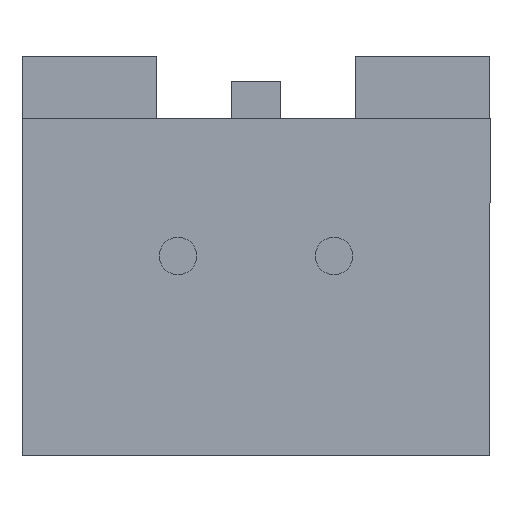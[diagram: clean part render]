
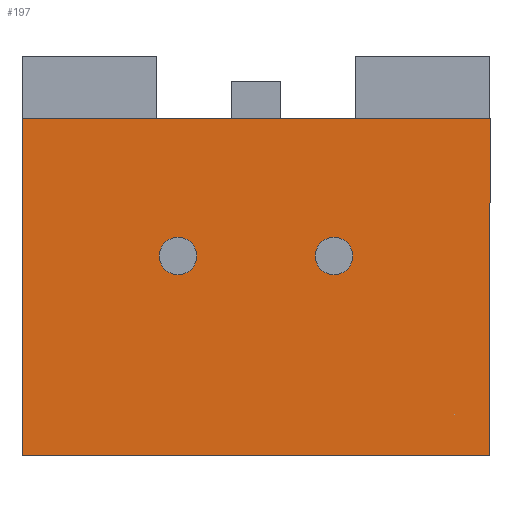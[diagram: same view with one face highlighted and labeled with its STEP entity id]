
A CAD part, front view. The second image highlights one B-rep face of the part: STEP entity #197.
In plain terms, the highlighted planar face has unit normal (0, -1, 0).
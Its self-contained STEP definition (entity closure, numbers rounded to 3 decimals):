
#165 = ORIENTED_EDGE ( 'NONE', *, *, #244, .F. ) ;
#179 = ORIENTED_EDGE ( 'NONE', *, *, #180, .T. ) ;
#180 = EDGE_CURVE ( 'NONE', #220, #181, #1138, .T. ) ;
#181 = VERTEX_POINT ( 'NONE', #1134 ) ;
#182 = ORIENTED_EDGE ( 'NONE', *, *, #183, .T. ) ;
#183 = EDGE_CURVE ( 'NONE', #181, #193, #1133, .T. ) ;
#192 = EDGE_CURVE ( 'NONE', #245, #256, #1008, .T. ) ;
#193 = VERTEX_POINT ( 'NONE', #1003 ) ;
#194 = ORIENTED_EDGE ( 'NONE', *, *, #195, .T. ) ;
#195 = EDGE_CURVE ( 'NONE', #193, #221, #1001, .T. ) ;
#196 = EDGE_LOOP ( 'NONE', ( #165, #234 ) ) ;
#197 = ADVANCED_FACE ( 'NONE', ( #997, #996, #995 ), #1048, .F. ) ;
#198 = EDGE_LOOP ( 'NONE', ( #199, #200 ) ) ;
#199 = ORIENTED_EDGE ( 'NONE', *, *, #276, .F. ) ;
#200 = ORIENTED_EDGE ( 'NONE', *, *, #201, .F. ) ;
#201 = EDGE_CURVE ( 'NONE', #278, #277, #1041, .T. ) ;
#217 = EDGE_LOOP ( 'NONE', ( #218, #179, #182, #194 ) ) ;
#218 = ORIENTED_EDGE ( 'NONE', *, *, #219, .F. ) ;
#219 = EDGE_CURVE ( 'NONE', #220, #221, #1113, .T. ) ;
#220 = VERTEX_POINT ( 'NONE', #1109 ) ;
#221 = VERTEX_POINT ( 'NONE', #1108 ) ;
#234 = ORIENTED_EDGE ( 'NONE', *, *, #192, .F. ) ;
#244 = EDGE_CURVE ( 'NONE', #256, #245, #1352, .T. ) ;
#245 = VERTEX_POINT ( 'NONE', #1307 ) ;
#256 = VERTEX_POINT ( 'NONE', #1349 ) ;
#276 = EDGE_CURVE ( 'NONE', #277, #278, #1269, .T. ) ;
#277 = VERTEX_POINT ( 'NONE', #1260 ) ;
#278 = VERTEX_POINT ( 'NONE', #1259 ) ;
#995 = FACE_BOUND ( 'NONE', #196, .T. ) ;
#996 = FACE_OUTER_BOUND ( 'NONE', #217, .T. ) ;
#997 = FACE_BOUND ( 'NONE', #198, .T. ) ;
#998 = DIRECTION ( 'NONE',  ( 1., 0., 0. ) ) ;
#999 = VECTOR ( 'NONE', #998, 1000. ) ;
#1000 = CARTESIAN_POINT ( 'NONE',  ( -3.75, 0., -3.2 ) ) ;
#1001 = LINE ( 'NONE', #1000, #999 ) ;
#1003 = CARTESIAN_POINT ( 'NONE',  ( -3.75, 0., -3.2 ) ) ;
#1004 = DIRECTION ( 'NONE',  ( 0., 0., 1. ) ) ;
#1005 = DIRECTION ( 'NONE',  ( 0., -1., 0. ) ) ;
#1006 = CARTESIAN_POINT ( 'NONE',  ( -1.25, 0., 0. ) ) ;
#1007 = AXIS2_PLACEMENT_3D ( 'NONE', #1006, #1005, #1004 ) ;
#1008 = CIRCLE ( 'NONE', #1007, 0.3 ) ;
#1038 = DIRECTION ( 'NONE',  ( 0., 0., 1. ) ) ;
#1039 = DIRECTION ( 'NONE',  ( 0., -1., 0. ) ) ;
#1040 = CARTESIAN_POINT ( 'NONE',  ( 1.25, 0., 0. ) ) ;
#1041 = CIRCLE ( 'NONE', #1047, 0.3 ) ;
#1043 = DIRECTION ( 'NONE',  ( 0., 0., 1. ) ) ;
#1044 = DIRECTION ( 'NONE',  ( 0., 1., 0. ) ) ;
#1045 = CARTESIAN_POINT ( 'NONE',  ( -3.75, 0., 3.2 ) ) ;
#1046 = AXIS2_PLACEMENT_3D ( 'NONE', #1045, #1044, #1043 ) ;
#1047 = AXIS2_PLACEMENT_3D ( 'NONE', #1040, #1039, #1038 ) ;
#1048 = PLANE ( 'NONE',  #1046 ) ;
#1108 = CARTESIAN_POINT ( 'NONE',  ( 3.75, 0., -3.2 ) ) ;
#1109 = CARTESIAN_POINT ( 'NONE',  ( 3.75, 0., 2.2 ) ) ;
#1110 = DIRECTION ( 'NONE',  ( 0., 0., -1. ) ) ;
#1111 = VECTOR ( 'NONE', #1110, 1000. ) ;
#1112 = CARTESIAN_POINT ( 'NONE',  ( 3.75, 0., 3.2 ) ) ;
#1113 = LINE ( 'NONE', #1112, #1111 ) ;
#1130 = DIRECTION ( 'NONE',  ( 0., 0., -1. ) ) ;
#1131 = VECTOR ( 'NONE', #1130, 1000. ) ;
#1132 = CARTESIAN_POINT ( 'NONE',  ( -3.75, 0., 3.2 ) ) ;
#1133 = LINE ( 'NONE', #1132, #1131 ) ;
#1134 = CARTESIAN_POINT ( 'NONE',  ( -3.75, 0., 2.2 ) ) ;
#1135 = DIRECTION ( 'NONE',  ( -1., 0., 0. ) ) ;
#1136 = VECTOR ( 'NONE', #1135, 1000. ) ;
#1137 = CARTESIAN_POINT ( 'NONE',  ( -1.6, 0., 2.2 ) ) ;
#1138 = LINE ( 'NONE', #1137, #1136 ) ;
#1259 = CARTESIAN_POINT ( 'NONE',  ( 1.25, 0., 0.3 ) ) ;
#1260 = CARTESIAN_POINT ( 'NONE',  ( 1.25, 0., -0.3 ) ) ;
#1261 = DIRECTION ( 'NONE',  ( 0., 0., 1. ) ) ;
#1262 = DIRECTION ( 'NONE',  ( 0., -1., 0. ) ) ;
#1263 = CARTESIAN_POINT ( 'NONE',  ( 1.25, 0., 0. ) ) ;
#1264 = AXIS2_PLACEMENT_3D ( 'NONE', #1263, #1262, #1261 ) ;
#1269 = CIRCLE ( 'NONE', #1264, 0.3 ) ;
#1307 = CARTESIAN_POINT ( 'NONE',  ( -1.25, 0., 0.3 ) ) ;
#1308 = DIRECTION ( 'NONE',  ( 0., 0., 1. ) ) ;
#1309 = DIRECTION ( 'NONE',  ( 0., -1., 0. ) ) ;
#1310 = CARTESIAN_POINT ( 'NONE',  ( -1.25, 0., 0. ) ) ;
#1311 = AXIS2_PLACEMENT_3D ( 'NONE', #1310, #1309, #1308 ) ;
#1349 = CARTESIAN_POINT ( 'NONE',  ( -1.25, 0., -0.3 ) ) ;
#1352 = CIRCLE ( 'NONE', #1311, 0.3 ) ;
